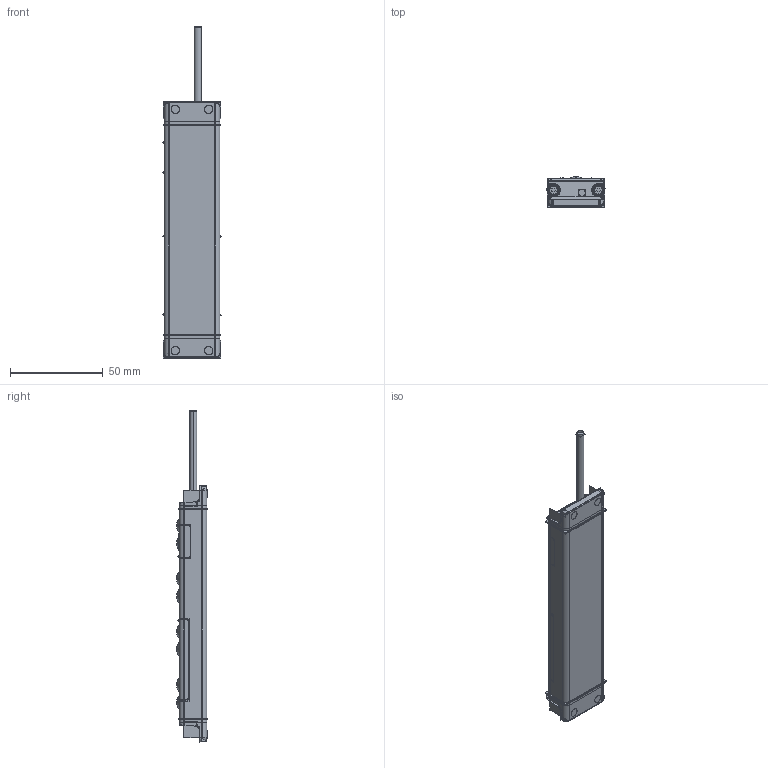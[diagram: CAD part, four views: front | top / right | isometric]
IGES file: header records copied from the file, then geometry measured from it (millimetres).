
Start section:  PTC IGES file: 158569.igs
Global section: file name: 158569.igs; native system: Creo Parametric by Parametric Technology Corporation; preprocessor: 2013230; author: PDMAdmin; organization: Unknown; date: 20160407.101256; units: millimetre
Bounding box: 31.32 x 16.68 x 178.79 mm (x, y, z)
Volume: 24903.5 mm3; surface area: 164229.3 mm2
Topology: 16 solids, 16 shells, 1868 faces, 9464 edges, 11830 vertices
Faces by surface type: bspline 986, revolution 882
